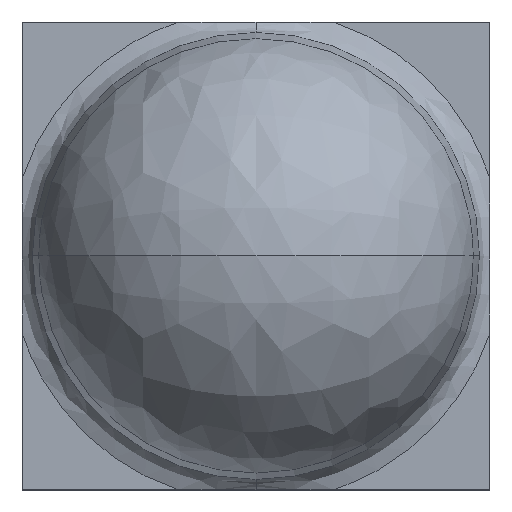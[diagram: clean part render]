
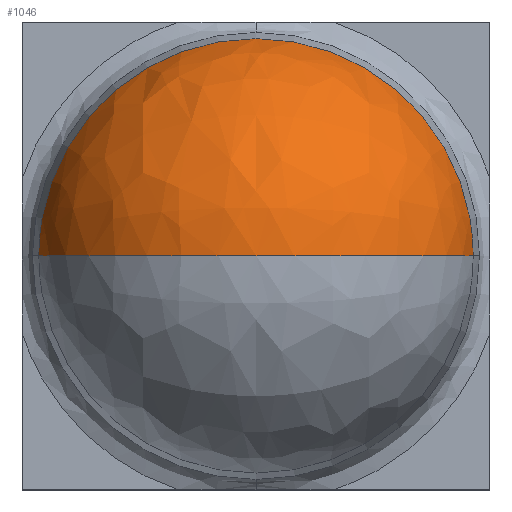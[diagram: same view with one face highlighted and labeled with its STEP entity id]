
A CAD part, top view. The second image highlights one B-rep face of the part: STEP entity #1046.
In plain terms, the highlighted free-form (B-spline) face has degree [3, 3] with [4, 4] control points.
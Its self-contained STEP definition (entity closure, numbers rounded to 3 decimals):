
#10 = ORIENTED_EDGE ( 'NONE', *, *, #368, .T. ) ;
#14 = CIRCLE ( 'NONE', #1516, 1.418 ) ;
#99 = CARTESIAN_POINT ( 'NONE',  ( -1.038, 0., 2.987 ) ) ;
#118 =( BOUNDED_SURFACE ( )  B_SPLINE_SURFACE ( 3, 3, ( 
 ( #1348, #1469, #483, #1101 ),
 ( #1598, #846, #612, #724 ),
 ( #838, #728, #361, #99 ),
 ( #1343, #230, #854, #834 ) ),
 .UNSPECIFIED., .F., .F., .F. ) 
 B_SPLINE_SURFACE_WITH_KNOTS ( ( 4, 4 ),
 ( 4, 4 ),
 ( 0., 1. ),
 ( 0., 1. ),
 .UNSPECIFIED. ) 
 GEOMETRIC_REPRESENTATION_ITEM ( )  RATIONAL_B_SPLINE_SURFACE ( (
 ( 1., 0.845, 0.845, 1.),
 ( 0.449, 0.379, 0.379, 0.449),
 ( 0.449, 0.379, 0.379, 0.449),
 ( 1., 0.845, 0.845, 1.) ) ) 
 REPRESENTATION_ITEM ( '' )  SURFACE ( )  );
#120 = DIRECTION ( 'NONE',  ( 1., 0., 0. ) ) ;
#230 = CARTESIAN_POINT ( 'NONE',  ( -1.397, 0.219, 0.863 ) ) ;
#282 = EDGE_LOOP ( 'NONE', ( #1233, #10 ) ) ;
#292 = DIRECTION ( 'NONE',  ( -1., 0., 0. ) ) ;
#309 = EDGE_CURVE ( 'NONE', #778, #908, #14, .T. ) ;
#361 = CARTESIAN_POINT ( 'NONE',  ( -1.038, 1.156, 2.987 ) ) ;
#368 = EDGE_CURVE ( 'NONE', #778, #908, #1437, .T. ) ;
#483 = CARTESIAN_POINT ( 'NONE',  ( 1.397, 0.124, 0.942 ) ) ;
#612 = CARTESIAN_POINT ( 'NONE',  ( 1.038, 1.156, 2.987 ) ) ;
#724 = CARTESIAN_POINT ( 'NONE',  ( 1.038, 0., 2.987 ) ) ;
#728 = CARTESIAN_POINT ( 'NONE',  ( -1.038, 2.044, 2.247 ) ) ;
#778 = VERTEX_POINT ( 'NONE', #1159 ) ;
#784 = CARTESIAN_POINT ( 'NONE',  ( -1.393, 0., 0.965 ) ) ;
#834 = CARTESIAN_POINT ( 'NONE',  ( -1.397, 0., 0.942 ) ) ;
#838 = CARTESIAN_POINT ( 'NONE',  ( -1.038, 2.252, 1.11 ) ) ;
#846 = CARTESIAN_POINT ( 'NONE',  ( 1.038, 2.044, 2.247 ) ) ;
#854 = CARTESIAN_POINT ( 'NONE',  ( -1.397, 0.124, 0.942 ) ) ;
#880 = DIRECTION ( 'NONE',  ( 0., -1., 0. ) ) ;
#908 = VERTEX_POINT ( 'NONE', #784 ) ;
#920 = DIRECTION ( 'NONE',  ( 0., 0., 1. ) ) ;
#1030 = AXIS2_PLACEMENT_3D ( 'NONE', #1172, #920, #292 ) ;
#1046 = ADVANCED_FACE ( 'NONE', ( #1355 ), #118, .T. ) ;
#1101 = CARTESIAN_POINT ( 'NONE',  ( 1.397, 0., 0.942 ) ) ;
#1159 = CARTESIAN_POINT ( 'NONE',  ( 1.393, 0., 0.965 ) ) ;
#1172 = CARTESIAN_POINT ( 'NONE',  ( 0., 0., 0.965 ) ) ;
#1233 = ORIENTED_EDGE ( 'NONE', *, *, #309, .F. ) ;
#1343 = CARTESIAN_POINT ( 'NONE',  ( -1.397, 0.241, 0.741 ) ) ;
#1348 = CARTESIAN_POINT ( 'NONE',  ( 1.397, 0.241, 0.741 ) ) ;
#1355 = FACE_OUTER_BOUND ( 'NONE', #282, .T. ) ;
#1437 = CIRCLE ( 'NONE', #1030, 1.393 ) ;
#1469 = CARTESIAN_POINT ( 'NONE',  ( 1.397, 0.219, 0.863 ) ) ;
#1504 = CARTESIAN_POINT ( 'NONE',  ( 0., 0., 0.697 ) ) ;
#1516 = AXIS2_PLACEMENT_3D ( 'NONE', #1504, #880, #120 ) ;
#1598 = CARTESIAN_POINT ( 'NONE',  ( 1.038, 2.252, 1.11 ) ) ;
